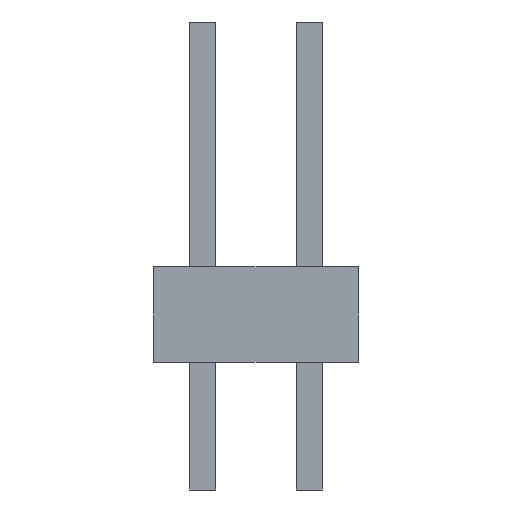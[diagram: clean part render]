
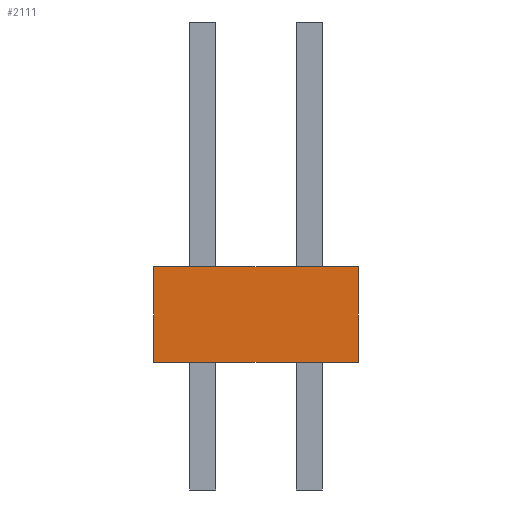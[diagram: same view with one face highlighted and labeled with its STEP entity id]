
A CAD part, left-side view. The second image highlights one B-rep face of the part: STEP entity #2111.
In plain terms, the highlighted planar face has unit normal (-1, 0, 0).
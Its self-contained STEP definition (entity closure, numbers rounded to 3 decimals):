
#39=FACE_OUTER_BOUND('',#155,.T.);
#155=EDGE_LOOP('',(#1494,#1495,#1496,#1497));
#269=LINE('',#2874,#569);
#313=LINE('',#2964,#613);
#361=LINE('',#3055,#661);
#374=LINE('',#3079,#674);
#569=VECTOR('',#2341,2.286);
#613=VECTOR('',#2395,4.877);
#661=VECTOR('',#2453,2.286);
#674=VECTOR('',#2472,4.877);
#869=VERTEX_POINT('',#2871);
#870=VERTEX_POINT('',#2873);
#911=VERTEX_POINT('',#2962);
#949=VERTEX_POINT('',#3053);
#1069=EDGE_CURVE('',#869,#870,#269,.T.);
#1113=EDGE_CURVE('',#869,#911,#313,.T.);
#1161=EDGE_CURVE('',#911,#949,#361,.T.);
#1174=EDGE_CURVE('',#870,#949,#374,.T.);
#1494=ORIENTED_EDGE('',*,*,#1069,.F.);
#1495=ORIENTED_EDGE('',*,*,#1113,.T.);
#1496=ORIENTED_EDGE('',*,*,#1161,.T.);
#1497=ORIENTED_EDGE('',*,*,#1174,.F.);
#1979=PLANE('',#2233);
#2111=ADVANCED_FACE('',(#39),#1979,.T.);
#2233=AXIS2_PLACEMENT_3D('',#3078,#2470,#2471);
#2341=DIRECTION('',(0.,0.,1.));
#2395=DIRECTION('',(0.,-1.,0.));
#2453=DIRECTION('',(0.,0.,1.));
#2470=DIRECTION('center_axis',(-1.,0.,0.));
#2471=DIRECTION('ref_axis',(0.,0.,1.));
#2472=DIRECTION('',(0.,-1.,0.));
#2871=CARTESIAN_POINT('',(-3.607,2.438,-2.286));
#2873=CARTESIAN_POINT('',(-3.607,2.438,0.));
#2874=CARTESIAN_POINT('',(-3.607,2.438,-2.286));
#2962=CARTESIAN_POINT('',(-3.607,-2.438,-2.286));
#2964=CARTESIAN_POINT('',(-3.607,2.438,-2.286));
#3053=CARTESIAN_POINT('',(-3.607,-2.438,0.));
#3055=CARTESIAN_POINT('',(-3.607,-2.438,-2.286));
#3078=CARTESIAN_POINT('Origin',(-3.607,2.438,-2.286));
#3079=CARTESIAN_POINT('',(-3.607,2.438,0.));
